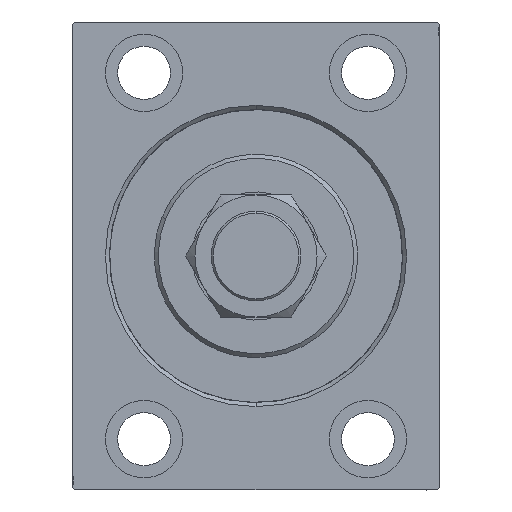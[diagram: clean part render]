
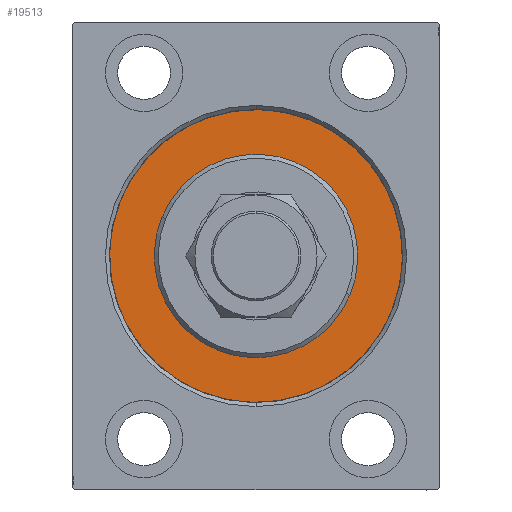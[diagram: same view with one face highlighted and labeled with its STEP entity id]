
A CAD part, left-side view. The second image highlights one B-rep face of the part: STEP entity #19513.
In plain terms, the highlighted face is planar.
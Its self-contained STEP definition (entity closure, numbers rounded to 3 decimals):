
#478 = CIRCLE ( 'NONE', #44692, 25. ) ;
#1743 = PLANE ( 'NONE',  #11755 ) ;
#5566 = VERTEX_POINT ( 'NONE', #35602 ) ;
#5753 = VERTEX_POINT ( 'NONE', #40320 ) ;
#7143 = AXIS2_PLACEMENT_3D ( 'NONE', #28030, #42366, #14424 ) ;
#8237 = AXIS2_PLACEMENT_3D ( 'NONE', #10106, #31457, #41561 ) ;
#10106 = CARTESIAN_POINT ( 'NONE',  ( 0., 0., 0. ) ) ;
#10472 = EDGE_CURVE ( 'NONE', #5753, #5566, #27354, .T. ) ;
#10834 = CARTESIAN_POINT ( 'NONE',  ( 0., 0., 0. ) ) ;
#11755 = AXIS2_PLACEMENT_3D ( 'NONE', #16045, #37864, #19325 ) ;
#14424 = DIRECTION ( 'NONE',  ( 0., 0., 1. ) ) ;
#16045 = CARTESIAN_POINT ( 'NONE',  ( 0., 0., 0. ) ) ;
#17861 = EDGE_CURVE ( 'NONE', #39312, #35644, #478, .T. ) ;
#19325 = DIRECTION ( 'NONE',  ( 0., 0., 1. ) ) ;
#19513 = ADVANCED_FACE ( 'NONE', ( #41850, #30358 ), #1743, .F. ) ;
#19675 = EDGE_LOOP ( 'NONE', ( #42681, #19809 ) ) ;
#19809 = ORIENTED_EDGE ( 'NONE', *, *, #30792, .F. ) ;
#23412 = CARTESIAN_POINT ( 'NONE',  ( 0., 0., -25. ) ) ;
#23771 = DIRECTION ( 'NONE',  ( 1., 0., 0. ) ) ;
#25369 = DIRECTION ( 'NONE',  ( -1., 0., 0. ) ) ;
#27354 = CIRCLE ( 'NONE', #7143, 36. ) ;
#27971 = DIRECTION ( 'NONE',  ( 0., 0., -1. ) ) ;
#28030 = CARTESIAN_POINT ( 'NONE',  ( 0., 0., 0. ) ) ;
#28849 = AXIS2_PLACEMENT_3D ( 'NONE', #10834, #25369, #46278 ) ;
#30358 = FACE_OUTER_BOUND ( 'NONE', #45637, .T. ) ;
#30792 = EDGE_CURVE ( 'NONE', #35644, #39312, #45718, .T. ) ;
#31457 = DIRECTION ( 'NONE',  ( 1., 0., 0. ) ) ;
#31901 = CARTESIAN_POINT ( 'NONE',  ( 0., 0., 25. ) ) ;
#33346 = ORIENTED_EDGE ( 'NONE', *, *, #10472, .F. ) ;
#35602 = CARTESIAN_POINT ( 'NONE',  ( 0., 0., -36. ) ) ;
#35644 = VERTEX_POINT ( 'NONE', #23412 ) ;
#36233 = ORIENTED_EDGE ( 'NONE', *, *, #39029, .F. ) ;
#37864 = DIRECTION ( 'NONE',  ( -1., 0., 0. ) ) ;
#39029 = EDGE_CURVE ( 'NONE', #5566, #5753, #44620, .T. ) ;
#39312 = VERTEX_POINT ( 'NONE', #31901 ) ;
#40320 = CARTESIAN_POINT ( 'NONE',  ( 0., 0., 36. ) ) ;
#41561 = DIRECTION ( 'NONE',  ( 0., 0., -1. ) ) ;
#41850 = FACE_BOUND ( 'NONE', #19675, .T. ) ;
#42073 = CARTESIAN_POINT ( 'NONE',  ( 0., 0., 0. ) ) ;
#42366 = DIRECTION ( 'NONE',  ( -1., 0., 0. ) ) ;
#42681 = ORIENTED_EDGE ( 'NONE', *, *, #17861, .F. ) ;
#44620 = CIRCLE ( 'NONE', #28849, 36. ) ;
#44692 = AXIS2_PLACEMENT_3D ( 'NONE', #42073, #23771, #27971 ) ;
#45637 = EDGE_LOOP ( 'NONE', ( #36233, #33346 ) ) ;
#45718 = CIRCLE ( 'NONE', #8237, 25. ) ;
#46278 = DIRECTION ( 'NONE',  ( 0., 0., 1. ) ) ;
